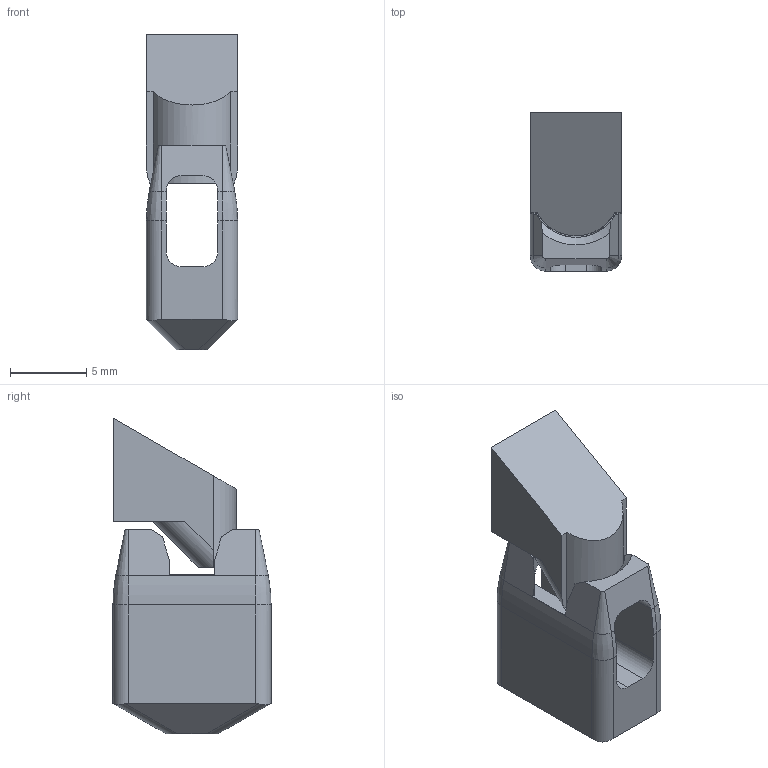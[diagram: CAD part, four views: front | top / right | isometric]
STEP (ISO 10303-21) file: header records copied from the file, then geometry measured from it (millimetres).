
FILE_DESCRIPTION(/* description */ (''),/* implementation_level */ '2;1');
FILE_NAME(/* name */ 'PlungerSideways.step',/* time_stamp */ '2022-05-29T17:28:53+02:00',/* author */ (''),/* organization */ (''),/* preprocessor_version */ 'ST-DEVELOPER v18.1',/* originating_system */ 'Autodesk Translation Framework v10.14.0.1471',/* authorisation */ '');
FILE_SCHEMA (('AUTOMOTIVE_DESIGN { 1 0 10303 214 3 1 1 }'));
Length unit declared in the file: millimetre
Products named in the file (1): PlungerSideways
Bounding box: 6 x 10.4 x 20.76 mm (x, y, z)
Volume: 718.8 mm3; surface area: 820.2 mm2
Topology: 2 solids, 2 shells, 70 faces, 190 edges, 120 vertices
Faces by surface type: plane 35, cylinder 25, cone 6, bspline 4
Entity records: 2300 total; most frequent: CARTESIAN_POINT 485, ORIENTED_EDGE 380, DIRECTION 378, EDGE_CURVE 190, AXIS2_PLACEMENT_3D 133, VERTEX_POINT 120, LINE 112, VECTOR 112
